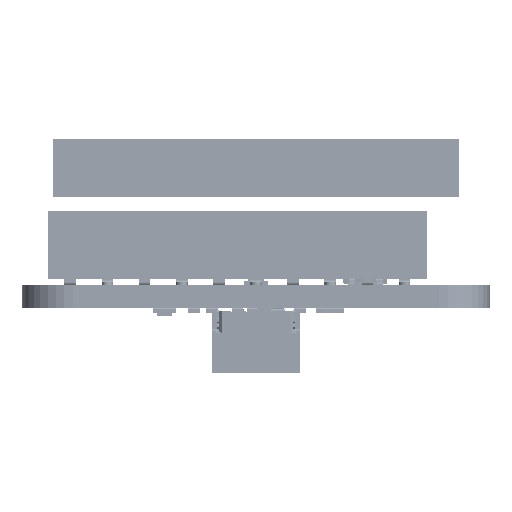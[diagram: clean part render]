
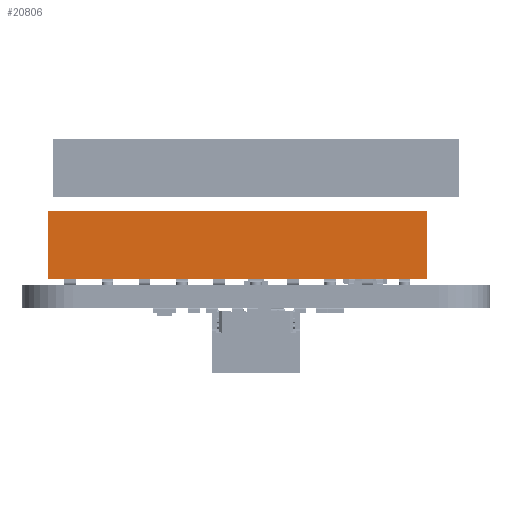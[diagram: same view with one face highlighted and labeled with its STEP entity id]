
A CAD part, left-side view. The second image highlights one B-rep face of the part: STEP entity #20806.
In plain terms, the highlighted face is planar.
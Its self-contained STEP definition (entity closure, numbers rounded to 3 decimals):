
#20410 = VERTEX_POINT('',#20411);
#20411 = CARTESIAN_POINT('',(-12.95,4.65,1.25));
#20417 = EDGE_CURVE('',#20410,#20418,#20420,.T.);
#20418 = VERTEX_POINT('',#20419);
#20419 = CARTESIAN_POINT('',(12.95,4.65,1.25));
#20420 = LINE('',#20421,#20422);
#20421 = CARTESIAN_POINT('',(-12.95,4.65,1.25));
#20422 = VECTOR('',#20423,1.);
#20423 = DIRECTION('',(1.,0.,0.));
#20782 = VERTEX_POINT('',#20783);
#20783 = CARTESIAN_POINT('',(-12.95,0.,1.25));
#20789 = EDGE_CURVE('',#20410,#20782,#20790,.T.);
#20790 = LINE('',#20791,#20792);
#20791 = CARTESIAN_POINT('',(-12.95,4.65,1.25));
#20792 = VECTOR('',#20793,1.);
#20793 = DIRECTION('',(0.,-1.,0.));
#20806 = ADVANCED_FACE('',(#20807),#20825,.F.);
#20807 = FACE_BOUND('',#20808,.T.);
#20808 = EDGE_LOOP('',(#20809,#20817,#20818,#20819));
#20809 = ORIENTED_EDGE('',*,*,#20810,.F.);
#20810 = EDGE_CURVE('',#20418,#20811,#20813,.T.);
#20811 = VERTEX_POINT('',#20812);
#20812 = CARTESIAN_POINT('',(12.95,0.,1.25));
#20813 = LINE('',#20814,#20815);
#20814 = CARTESIAN_POINT('',(12.95,4.65,1.25));
#20815 = VECTOR('',#20816,1.);
#20816 = DIRECTION('',(0.,-1.,0.));
#20817 = ORIENTED_EDGE('',*,*,#20417,.F.);
#20818 = ORIENTED_EDGE('',*,*,#20789,.T.);
#20819 = ORIENTED_EDGE('',*,*,#20820,.T.);
#20820 = EDGE_CURVE('',#20782,#20811,#20821,.T.);
#20821 = LINE('',#20822,#20823);
#20822 = CARTESIAN_POINT('',(-12.95,0.,1.25));
#20823 = VECTOR('',#20824,1.);
#20824 = DIRECTION('',(1.,0.,0.));
#20825 = PLANE('',#20826);
#20826 = AXIS2_PLACEMENT_3D('',#20827,#20828,#20829);
#20827 = CARTESIAN_POINT('',(-12.95,4.65,1.25));
#20828 = DIRECTION('',(0.,0.,-1.));
#20829 = DIRECTION('',(0.,-1.,0.));
